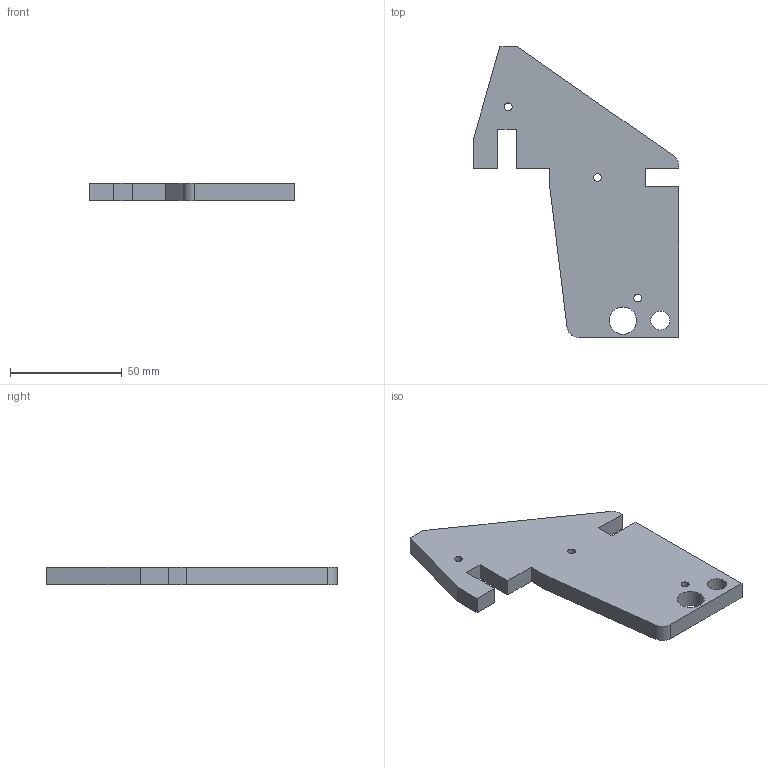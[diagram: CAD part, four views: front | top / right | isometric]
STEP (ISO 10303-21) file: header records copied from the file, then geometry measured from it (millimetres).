
FILE_DESCRIPTION(('FreeCAD Model'),'2;1');
FILE_NAME('Support-plate_top-right.step', '2020-08-10T09:59:02',('Author'),(''), 'Open CASCADE STEP processor 7.3','FreeCAD','Unknown');
FILE_SCHEMA(('AUTOMOTIVE_DESIGN { 1 0 10303 214 1 1 1 1 }'));
Length unit declared in the file: millimetre
Products named in the file (1): support-plate_top-right
Bounding box: 92.25 x 130.2 x 7.8 mm (x, y, z)
Volume: 51226.7 mm3; surface area: 17450.4 mm2
Topology: 1 solids, 1 shells, 26 faces, 72 edges, 48 vertices
Faces by surface type: plane 19, cylinder 7
Full cylindrical faces by diameter (mm): 3.5 x3, 8.5 x1, 12.2 x1
Entity records: 871 total; most frequent: CARTESIAN_POINT 147, ORIENTED_EDGE 144, DIRECTION 140, EDGE_CURVE 72, LINE 58, VECTOR 58, VERTEX_POINT 48, AXIS2_PLACEMENT_3D 41
